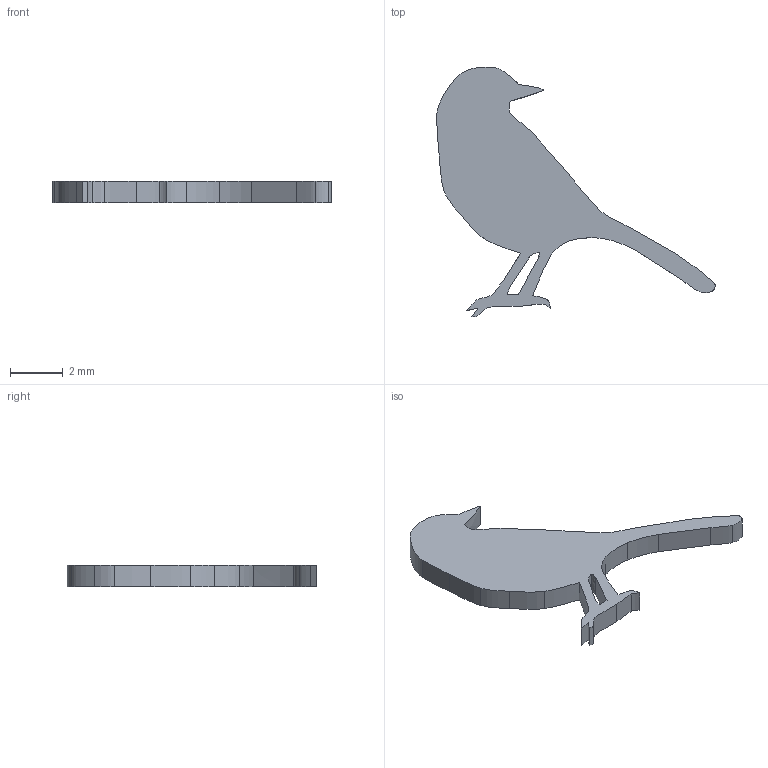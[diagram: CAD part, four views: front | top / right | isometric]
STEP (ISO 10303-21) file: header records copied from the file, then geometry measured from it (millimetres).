
FILE_DESCRIPTION(/* description */ ('STEP AP242','CAx-IF Rec.Pracs.---Representation and Presentation of Product Manufacturing Information (PMI)---4.0---2014-10-13','CAx-IF Rec.Pracs.---3D Tessellated Geometry---0.4---2014-09-14','2;1'),/* implementation_level */ '2;1');
FILE_NAME(/* name */ '66c92ddad558b60d9901774a',/* time_stamp */ '2024-08-24T00:48:26Z',/* author */ (''),/* organization */ (''),/* preprocessor_version */ 'ST-DEVELOPER v20',/* originating_system */ ' ',/* authorisation */ ' ');
FILE_SCHEMA (('AP242_MANAGED_MODEL_BASED_3D_ENGINEERING_MIM_LF { 1 0 10303 442 1 1 4 }'));
Length unit declared in the file: metre
Products named in the file (1): Part 2
Bounding box: 10.51 x 9.43 x 0.8 mm (x, y, z)
Volume: 26.4 mm3; surface area: 102.1 mm2
Topology: 1 solids, 1 shells, 46 faces, 132 edges, 88 vertices
Faces by surface type: bspline 40, plane 6
Entity records: 1806 total; most frequent: CARTESIAN_POINT 851, ORIENTED_EDGE 264, EDGE_CURVE 132, VERTEX_POINT 88, B_SPLINE_CURVE_WITH_KNOTS 80, DIRECTION 66, LINE 52, VECTOR 52
